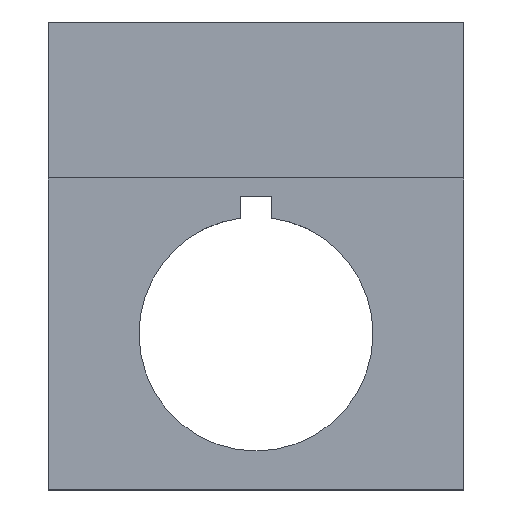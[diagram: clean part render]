
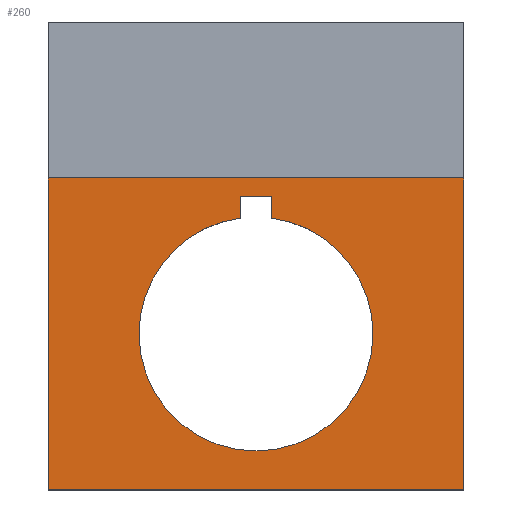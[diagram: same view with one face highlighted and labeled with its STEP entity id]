
A CAD part, top view. The second image highlights one B-rep face of the part: STEP entity #260.
In plain terms, the highlighted planar face has unit normal (0, 0, 1).
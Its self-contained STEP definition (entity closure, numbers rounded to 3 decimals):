
#4 = FACE_BOUND ( 'NONE', #280, .T. ) ;
#8 = CARTESIAN_POINT ( 'NONE',  ( -20., 30., 0.5 ) ) ;
#17 = VERTEX_POINT ( 'NONE', #274 ) ;
#20 = EDGE_CURVE ( 'NONE', #172, #368, #87, .T. ) ;
#21 = DIRECTION ( 'NONE',  ( 1., 0., 0. ) ) ;
#22 = LINE ( 'NONE', #184, #72 ) ;
#23 = VERTEX_POINT ( 'NONE', #67 ) ;
#33 = PLANE ( 'NONE',  #104 ) ;
#40 = CARTESIAN_POINT ( 'NONE',  ( 1.5, 13.25, 0.5 ) ) ;
#41 = CARTESIAN_POINT ( 'NONE',  ( 1.5, 9.25, 0.5 ) ) ;
#42 = VECTOR ( 'NONE', #429, 1000. ) ;
#50 = DIRECTION ( 'NONE',  ( -1., 0., 0. ) ) ;
#51 = EDGE_CURVE ( 'NONE', #17, #446, #424, .T. ) ;
#57 = CIRCLE ( 'NONE', #413, 11.25 ) ;
#59 = EDGE_CURVE ( 'NONE', #446, #428, #483, .T. ) ;
#65 = CARTESIAN_POINT ( 'NONE',  ( 0., 0., 0.5 ) ) ;
#67 = CARTESIAN_POINT ( 'NONE',  ( 11.25, 0., 0.5 ) ) ;
#72 = VECTOR ( 'NONE', #272, 1000. ) ;
#75 = ORIENTED_EDGE ( 'NONE', *, *, #197, .F. ) ;
#85 = DIRECTION ( 'NONE',  ( 0., -1., 0. ) ) ;
#87 = LINE ( 'NONE', #8, #337 ) ;
#88 = EDGE_CURVE ( 'NONE', #428, #471, #374, .T. ) ;
#89 = LINE ( 'NONE', #227, #207 ) ;
#104 = AXIS2_PLACEMENT_3D ( 'NONE', #419, #346, #107 ) ;
#107 = DIRECTION ( 'NONE',  ( -1., 0., 0. ) ) ;
#111 = CARTESIAN_POINT ( 'NONE',  ( -20., 15., 0.5 ) ) ;
#122 = ORIENTED_EDGE ( 'NONE', *, *, #20, .T. ) ;
#133 = EDGE_CURVE ( 'NONE', #23, #17, #432, .T. ) ;
#149 = VERTEX_POINT ( 'NONE', #281 ) ;
#169 = VERTEX_POINT ( 'NONE', #401 ) ;
#170 = CARTESIAN_POINT ( 'NONE',  ( 0., 0., 0.5 ) ) ;
#172 = VERTEX_POINT ( 'NONE', #328 ) ;
#184 = CARTESIAN_POINT ( 'NONE',  ( 20., 30., 0.5 ) ) ;
#190 = DIRECTION ( 'NONE',  ( 0., -1., 0. ) ) ;
#196 = ORIENTED_EDGE ( 'NONE', *, *, #433, .F. ) ;
#197 = EDGE_CURVE ( 'NONE', #358, #23, #57, .T. ) ;
#202 = FACE_OUTER_BOUND ( 'NONE', #222, .T. ) ;
#207 = VECTOR ( 'NONE', #228, 1000. ) ;
#210 = LINE ( 'NONE', #111, #452 ) ;
#222 = EDGE_LOOP ( 'NONE', ( #196, #283, #122, #306 ) ) ;
#227 = CARTESIAN_POINT ( 'NONE',  ( -20., -15., 0.5 ) ) ;
#228 = DIRECTION ( 'NONE',  ( 1., 0., 0. ) ) ;
#236 = CARTESIAN_POINT ( 'NONE',  ( -1.5, 9.25, 0.5 ) ) ;
#260 = ADVANCED_FACE ( 'NONE', ( #4, #202 ), #33, .F. ) ;
#266 = AXIS2_PLACEMENT_3D ( 'NONE', #65, #371, #416 ) ;
#272 = DIRECTION ( 'NONE',  ( 0., -1., 0. ) ) ;
#273 = ORIENTED_EDGE ( 'NONE', *, *, #51, .F. ) ;
#274 = CARTESIAN_POINT ( 'NONE',  ( 1.5, 11.15, 0.5 ) ) ;
#280 = EDGE_LOOP ( 'NONE', ( #437, #273, #332, #75, #380, #397 ) ) ;
#281 = CARTESIAN_POINT ( 'NONE',  ( 20., 15., 0.5 ) ) ;
#283 = ORIENTED_EDGE ( 'NONE', *, *, #348, .F. ) ;
#305 = CARTESIAN_POINT ( 'NONE',  ( -11.25, 0., 0.5 ) ) ;
#306 = ORIENTED_EDGE ( 'NONE', *, *, #430, .T. ) ;
#307 = DIRECTION ( 'NONE',  ( 1., 0., 0. ) ) ;
#314 = CARTESIAN_POINT ( 'NONE',  ( -1.5, 11.15, 0.5 ) ) ;
#324 = DIRECTION ( 'NONE',  ( 1., 0., 0. ) ) ;
#328 = CARTESIAN_POINT ( 'NONE',  ( -20., 15., 0.5 ) ) ;
#332 = ORIENTED_EDGE ( 'NONE', *, *, #133, .F. ) ;
#337 = VECTOR ( 'NONE', #85, 1000. ) ;
#338 = AXIS2_PLACEMENT_3D ( 'NONE', #434, #396, #324 ) ;
#342 = CARTESIAN_POINT ( 'NONE',  ( -20., -15., 0.5 ) ) ;
#346 = DIRECTION ( 'NONE',  ( 0., 0., -1. ) ) ;
#348 = EDGE_CURVE ( 'NONE', #172, #149, #210, .T. ) ;
#358 = VERTEX_POINT ( 'NONE', #305 ) ;
#367 = CIRCLE ( 'NONE', #266, 11.25 ) ;
#368 = VERTEX_POINT ( 'NONE', #342 ) ;
#371 = DIRECTION ( 'NONE',  ( 0., 0., 1. ) ) ;
#374 = LINE ( 'NONE', #236, #414 ) ;
#380 = ORIENTED_EDGE ( 'NONE', *, *, #391, .F. ) ;
#391 = EDGE_CURVE ( 'NONE', #471, #358, #367, .T. ) ;
#396 = DIRECTION ( 'NONE',  ( 0., 0., 1. ) ) ;
#397 = ORIENTED_EDGE ( 'NONE', *, *, #88, .F. ) ;
#401 = CARTESIAN_POINT ( 'NONE',  ( 20., -15., 0.5 ) ) ;
#413 = AXIS2_PLACEMENT_3D ( 'NONE', #170, #438, #21 ) ;
#414 = VECTOR ( 'NONE', #190, 1000. ) ;
#416 = DIRECTION ( 'NONE',  ( 1., 0., 0. ) ) ;
#419 = CARTESIAN_POINT ( 'NONE',  ( 0., 0., 0.5 ) ) ;
#421 = CARTESIAN_POINT ( 'NONE',  ( -1.5, 13.25, 0.5 ) ) ;
#424 = LINE ( 'NONE', #41, #42 ) ;
#428 = VERTEX_POINT ( 'NONE', #421 ) ;
#429 = DIRECTION ( 'NONE',  ( 0., 1., 0. ) ) ;
#430 = EDGE_CURVE ( 'NONE', #368, #169, #89, .T. ) ;
#432 = CIRCLE ( 'NONE', #338, 11.25 ) ;
#433 = EDGE_CURVE ( 'NONE', #149, #169, #22, .T. ) ;
#434 = CARTESIAN_POINT ( 'NONE',  ( 0., 0., 0.5 ) ) ;
#437 = ORIENTED_EDGE ( 'NONE', *, *, #59, .F. ) ;
#438 = DIRECTION ( 'NONE',  ( 0., 0., 1. ) ) ;
#446 = VERTEX_POINT ( 'NONE', #40 ) ;
#452 = VECTOR ( 'NONE', #307, 1000. ) ;
#466 = VECTOR ( 'NONE', #50, 1000. ) ;
#468 = CARTESIAN_POINT ( 'NONE',  ( -1.5, 13.25, 0.5 ) ) ;
#471 = VERTEX_POINT ( 'NONE', #314 ) ;
#483 = LINE ( 'NONE', #468, #466 ) ;
